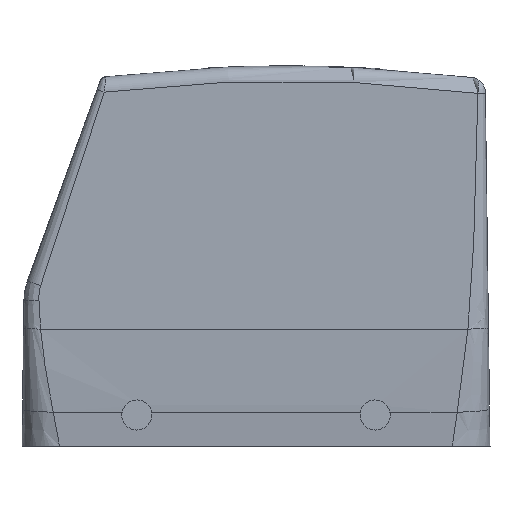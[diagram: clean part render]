
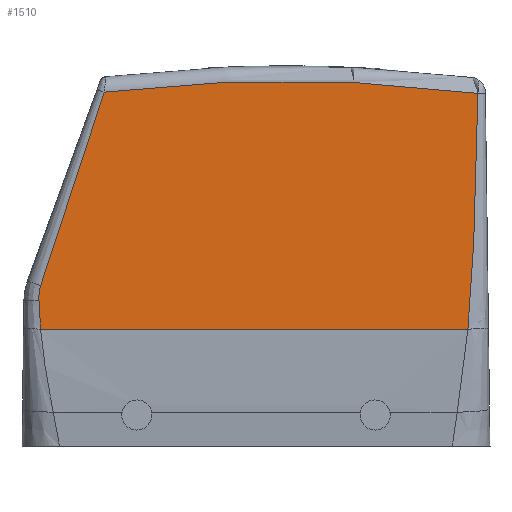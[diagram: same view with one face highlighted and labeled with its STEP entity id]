
A CAD part, left-side view. The second image highlights one B-rep face of the part: STEP entity #1510.
In plain terms, the highlighted planar face has unit normal (-1, 0, 0).
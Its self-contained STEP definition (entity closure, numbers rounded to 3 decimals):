
#1447=AXIS2_PLACEMENT_3D('Plane Axis2P3D',#1444,#1445,#1446) ;
#1451=AXIS2_PLACEMENT_3D('Circle Axis2P3D',#1449,#1450,$) ;
#1131=CARTESIAN_POINT('Vertex',(6.25,89.575,31.992)) ;
#1135=CARTESIAN_POINT('Control Point',(6.25,76.92,70.577)) ;
#1136=CARTESIAN_POINT('Control Point',(6.25,76.97,70.432)) ;
#1137=CARTESIAN_POINT('Control Point',(6.25,77.02,70.286)) ;
#1138=CARTESIAN_POINT('Control Point',(6.25,77.07,70.139)) ;
#1139=CARTESIAN_POINT('Control Point',(6.25,77.226,69.687)) ;
#1140=CARTESIAN_POINT('Control Point',(6.25,77.381,69.234)) ;
#1141=CARTESIAN_POINT('Control Point',(6.25,77.486,68.928)) ;
#1142=CARTESIAN_POINT('Control Point',(6.25,79.546,62.915)) ;
#1143=CARTESIAN_POINT('Control Point',(6.25,81.584,56.88)) ;
#1144=CARTESIAN_POINT('Control Point',(6.25,83.444,51.192)) ;
#1145=CARTESIAN_POINT('Control Point',(6.25,85.681,44.313)) ;
#1146=CARTESIAN_POINT('Control Point',(6.25,87.868,37.433)) ;
#1147=CARTESIAN_POINT('Control Point',(6.25,88.226,36.305)) ;
#1148=CARTESIAN_POINT('Control Point',(6.25,88.711,34.765)) ;
#1149=CARTESIAN_POINT('Control Point',(6.25,89.191,33.226)) ;
#1150=CARTESIAN_POINT('Control Point',(6.25,89.319,32.815)) ;
#1151=CARTESIAN_POINT('Control Point',(6.25,89.447,32.403)) ;
#1152=CARTESIAN_POINT('Control Point',(6.25,89.575,31.992)) ;
#1153=CARTESIAN_POINT('Vertex',(6.25,76.92,70.577)) ;
#1420=CARTESIAN_POINT('Vertex',(6.25,89.921,28.961)) ;
#1424=CARTESIAN_POINT('Control Point',(6.25,89.575,31.992)) ;
#1425=CARTESIAN_POINT('Control Point',(6.25,89.623,31.826)) ;
#1426=CARTESIAN_POINT('Control Point',(6.25,89.668,31.659)) ;
#1427=CARTESIAN_POINT('Control Point',(6.25,89.709,31.49)) ;
#1428=CARTESIAN_POINT('Control Point',(6.25,89.837,30.899)) ;
#1429=CARTESIAN_POINT('Control Point',(6.25,89.915,30.299)) ;
#1430=CARTESIAN_POINT('Control Point',(6.25,89.944,29.87)) ;
#1431=CARTESIAN_POINT('Control Point',(6.25,89.947,29.431)) ;
#1432=CARTESIAN_POINT('Control Point',(6.25,89.923,28.996)) ;
#1433=CARTESIAN_POINT('Control Point',(6.25,89.922,28.984)) ;
#1434=CARTESIAN_POINT('Control Point',(6.25,89.921,28.972)) ;
#1435=CARTESIAN_POINT('Control Point',(6.25,89.921,28.961)) ;
#1444=CARTESIAN_POINT('Axis2P3D Location',(6.25,-19.409,-37.643)) ;
#1449=CARTESIAN_POINT('Axis2P3D Location',(6.25,40.65,-224.2)) ;
#1453=CARTESIAN_POINT('Vertex',(6.25,2.414,70.328)) ;
#1457=CARTESIAN_POINT('Control Point',(6.25,89.921,28.961)) ;
#1458=CARTESIAN_POINT('Control Point',(6.25,89.872,27.839)) ;
#1459=CARTESIAN_POINT('Control Point',(6.25,89.821,26.714)) ;
#1460=CARTESIAN_POINT('Control Point',(6.25,89.759,25.589)) ;
#1461=CARTESIAN_POINT('Control Point',(6.25,89.683,24.463)) ;
#1462=CARTESIAN_POINT('Control Point',(6.25,89.591,23.338)) ;
#1463=CARTESIAN_POINT('Vertex',(6.25,89.591,23.338)) ;
#1466=CARTESIAN_POINT('Line Origine',(6.25,47.001,23.338)) ;
#1470=CARTESIAN_POINT('Vertex',(6.25,4.411,23.338)) ;
#1474=CARTESIAN_POINT('Control Point',(6.25,2.414,70.328)) ;
#1475=CARTESIAN_POINT('Control Point',(6.25,2.415,70.313)) ;
#1476=CARTESIAN_POINT('Control Point',(6.25,2.415,70.297)) ;
#1477=CARTESIAN_POINT('Control Point',(6.25,2.415,70.281)) ;
#1478=CARTESIAN_POINT('Control Point',(6.25,2.417,70.145)) ;
#1479=CARTESIAN_POINT('Control Point',(6.25,2.42,70.009)) ;
#1480=CARTESIAN_POINT('Control Point',(6.25,2.425,69.702)) ;
#1481=CARTESIAN_POINT('Control Point',(6.25,2.432,69.266)) ;
#1482=CARTESIAN_POINT('Control Point',(6.25,2.44,68.832)) ;
#1483=CARTESIAN_POINT('Control Point',(6.25,2.445,68.516)) ;
#1484=CARTESIAN_POINT('Control Point',(6.25,2.525,63.958)) ;
#1485=CARTESIAN_POINT('Control Point',(6.25,2.621,59.404)) ;
#1486=CARTESIAN_POINT('Control Point',(6.25,2.735,55.168)) ;
#1487=CARTESIAN_POINT('Control Point',(6.25,2.922,48.956)) ;
#1488=CARTESIAN_POINT('Control Point',(6.25,3.153,42.748)) ;
#1489=CARTESIAN_POINT('Control Point',(6.25,3.231,40.772)) ;
#1490=CARTESIAN_POINT('Control Point',(6.25,3.361,37.803)) ;
#1491=CARTESIAN_POINT('Control Point',(6.25,3.515,34.835)) ;
#1492=CARTESIAN_POINT('Control Point',(6.25,3.569,33.862)) ;
#1493=CARTESIAN_POINT('Control Point',(6.25,3.687,31.881)) ;
#1494=CARTESIAN_POINT('Control Point',(6.25,3.826,29.901)) ;
#1495=CARTESIAN_POINT('Control Point',(6.25,3.9,28.913)) ;
#1496=CARTESIAN_POINT('Control Point',(6.25,4.039,27.205)) ;
#1497=CARTESIAN_POINT('Control Point',(6.25,4.195,25.498)) ;
#1498=CARTESIAN_POINT('Control Point',(6.25,4.264,24.778)) ;
#1499=CARTESIAN_POINT('Control Point',(6.25,4.336,24.058)) ;
#1500=CARTESIAN_POINT('Control Point',(6.25,4.411,23.338)) ;
#1445=DIRECTION('Axis2P3D Direction',(-1.,0.,0.)) ;
#1446=DIRECTION('Axis2P3D XDirection',(0.,-0.317,0.949)) ;
#1450=DIRECTION('Axis2P3D Direction',(-1.,0.,0.)) ;
#1467=DIRECTION('Vector Direction',(0.,-1.,0.)) ;
#1468=VECTOR('Line Direction',#1467,1.) ;
#1503=ORIENTED_EDGE('',*,*,#1455,.T.) ;
#1504=ORIENTED_EDGE('',*,*,#1155,.F.) ;
#1505=ORIENTED_EDGE('',*,*,#1436,.F.) ;
#1506=ORIENTED_EDGE('',*,*,#1465,.F.) ;
#1507=ORIENTED_EDGE('',*,*,#1472,.T.) ;
#1508=ORIENTED_EDGE('',*,*,#1501,.T.) ;
#1510=ADVANCED_FACE('Hauptk\X2\00F6\X0\rper',(#1509),#1448,.T.) ;
#1134=B_SPLINE_CURVE_WITH_KNOTS('',5,(#1135,#1136,#1137,#1138,#1139,#1140,#1141,#1142,#1143,#1144,#1145,#1146,#1147,#1148,#1149,#1150,#1151,#1152),.UNSPECIFIED.,.F.,.U.,(6,3,3,3,3,6),(177.199,178.541,181.347,233.64,243.903,247.64),.UNSPECIFIED.) ;
#1423=B_SPLINE_CURVE_WITH_KNOTS('',5,(#1424,#1425,#1426,#1427,#1428,#1429,#1430,#1431,#1432,#1433,#1434,#1435),.UNSPECIFIED.,.F.,.U.,(6,3,3,6),(231.252,233.073,237.604,237.73),.UNSPECIFIED.) ;
#1456=B_SPLINE_CURVE_WITH_KNOTS('',5,(#1457,#1458,#1459,#1460,#1461,#1462),.UNSPECIFIED.,.F.,.U.,(6,6),(81.523,91.272),.UNSPECIFIED.) ;
#1473=B_SPLINE_CURVE_WITH_KNOTS('',5,(#1474,#1475,#1476,#1477,#1478,#1479,#1480,#1481,#1482,#1483,#1484,#1485,#1486,#1487,#1488,#1489,#1490,#1491,#1492,#1493,#1494,#1495,#1496,#1497,#1498,#1499,#1500),.UNSPECIFIED.,.F.,.U.,(6,3,3,3,3,3,3,3,6),(8.249,8.386,9.422,12.145,48.822,65.955,74.564,83.139,89.393),.UNSPECIFIED.) ;
#1452=CIRCLE('generated circle',#1451,297.) ;
#1155=EDGE_CURVE('',#1132,#1154,#1134,.F.) ;
#1436=EDGE_CURVE('',#1421,#1132,#1423,.F.) ;
#1455=EDGE_CURVE('',#1454,#1154,#1452,.T.) ;
#1465=EDGE_CURVE('',#1464,#1421,#1456,.F.) ;
#1472=EDGE_CURVE('',#1464,#1471,#1469,.T.) ;
#1501=EDGE_CURVE('',#1471,#1454,#1473,.F.) ;
#1502=EDGE_LOOP('',(#1503,#1504,#1505,#1506,#1507,#1508)) ;
#1509=FACE_OUTER_BOUND('',#1502,.T.) ;
#1469=LINE('Line',#1466,#1468) ;
#1448=PLANE('',#1447) ;
#1132=VERTEX_POINT('',#1131) ;
#1154=VERTEX_POINT('',#1153) ;
#1421=VERTEX_POINT('',#1420) ;
#1454=VERTEX_POINT('',#1453) ;
#1464=VERTEX_POINT('',#1463) ;
#1471=VERTEX_POINT('',#1470) ;
